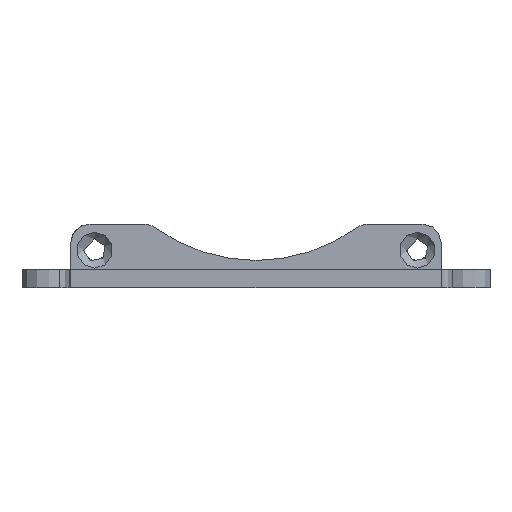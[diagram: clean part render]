
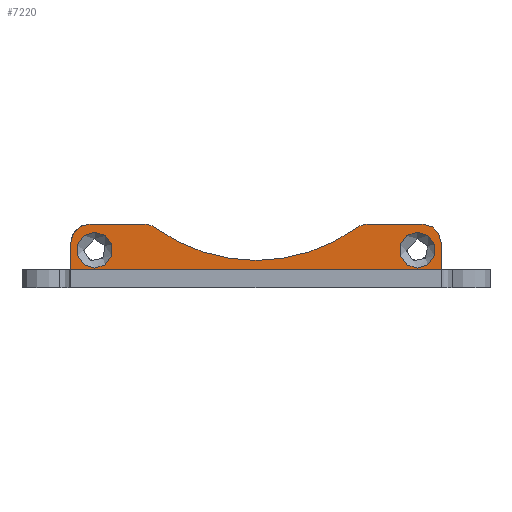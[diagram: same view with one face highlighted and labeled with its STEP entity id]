
A CAD part, front view. The second image highlights one B-rep face of the part: STEP entity #7220.
In plain terms, the highlighted planar face has unit normal (0, -1, 0).
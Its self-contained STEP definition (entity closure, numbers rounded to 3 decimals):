
#146=FACE_BOUND('',#1216,.T.);
#147=FACE_BOUND('',#1217,.T.);
#398=PLANE('',#7983);
#749=FACE_OUTER_BOUND('',#1215,.T.);
#1215=EDGE_LOOP('',(#6226,#6227,#6228,#6229,#6230,#6231,#6232,#6233,#6234,
#6235,#6236,#6237,#6238,#6239,#6240,#6241,#6242,#6243,#6244,#6245,#6246,
#6247,#6248));
#1216=EDGE_LOOP('',(#6249));
#1217=EDGE_LOOP('',(#6250));
#1587=B_SPLINE_CURVE_WITH_KNOTS('',3,(#16806,#16807,#16808,#16809,#16810,
#16811),.UNSPECIFIED.,.F.,.F.,(4,2,4),(0.,0.024,
0.071),.UNSPECIFIED.);
#1765=CIRCLE('',#7549,4.);
#1766=CIRCLE('',#7551,4.);
#1785=CIRCLE('',#7584,4.);
#1787=CIRCLE('',#7587,38.);
#1789=CIRCLE('',#7590,4.);
#1791=CIRCLE('',#7593,4.);
#1793=CIRCLE('',#7596,4.);
#2064=LINE('',#14917,#2504);
#2067=LINE('',#14925,#2507);
#2070=LINE('',#14933,#2510);
#2073=LINE('',#14941,#2513);
#2113=LINE('',#15290,#2553);
#2115=LINE('',#15295,#2555);
#2159=LINE('',#15386,#2599);
#2161=LINE('',#15391,#2601);
#2219=LINE('',#15510,#2659);
#2221=LINE('',#15515,#2661);
#2426=LINE('',#16798,#2866);
#2427=LINE('',#16800,#2867);
#2428=LINE('',#16801,#2868);
#2429=LINE('',#16802,#2869);
#2430=LINE('',#16803,#2870);
#2431=LINE('',#16804,#2871);
#2432=LINE('',#16812,#2872);
#2504=VECTOR('',#8270,10.);
#2507=VECTOR('',#8275,10.);
#2510=VECTOR('',#8280,10.);
#2513=VECTOR('',#8285,10.);
#2553=VECTOR('',#8609,10.);
#2555=VECTOR('',#8613,10.);
#2599=VECTOR('',#8683,10.);
#2601=VECTOR('',#8687,10.);
#2659=VECTOR('',#8783,10.);
#2661=VECTOR('',#8787,10.);
#2866=VECTOR('',#9890,10.);
#2867=VECTOR('',#9893,10.);
#2868=VECTOR('',#9894,10.);
#2869=VECTOR('',#9895,10.);
#2870=VECTOR('',#9896,10.);
#2871=VECTOR('',#9897,10.);
#2872=VECTOR('',#9898,10.);
#3047=VERTEX_POINT('',#14914);
#3048=VERTEX_POINT('',#14916);
#3051=VERTEX_POINT('',#14922);
#3052=VERTEX_POINT('',#14924);
#3055=VERTEX_POINT('',#14930);
#3056=VERTEX_POINT('',#14932);
#3059=VERTEX_POINT('',#14938);
#3060=VERTEX_POINT('',#14940);
#3217=VERTEX_POINT('',#15287);
#3218=VERTEX_POINT('',#15292);
#3253=VERTEX_POINT('',#15383);
#3254=VERTEX_POINT('',#15388);
#3297=VERTEX_POINT('',#15507);
#3298=VERTEX_POINT('',#15512);
#3316=VERTEX_POINT('',#15576);
#3319=VERTEX_POINT('',#15619);
#3348=VERTEX_POINT('',#15900);
#3349=VERTEX_POINT('',#15901);
#3352=VERTEX_POINT('',#15909);
#3354=VERTEX_POINT('',#15915);
#3356=VERTEX_POINT('',#15921);
#3357=VERTEX_POINT('',#15922);
#3360=VERTEX_POINT('',#15930);
#3361=VERTEX_POINT('',#15931);
#3560=VERTEX_POINT('',#16805);
#3805=EDGE_CURVE('',#3047,#3048,#2064,.T.);
#3809=EDGE_CURVE('',#3051,#3052,#2067,.T.);
#3813=EDGE_CURVE('',#3055,#3056,#2070,.T.);
#3817=EDGE_CURVE('',#3059,#3060,#2073,.T.);
#3985=EDGE_CURVE('',#3217,#3056,#2113,.T.);
#3987=EDGE_CURVE('',#3059,#3218,#2115,.T.);
#4031=EDGE_CURVE('',#3253,#3052,#2159,.T.);
#4033=EDGE_CURVE('',#3055,#3254,#2161,.T.);
#4091=EDGE_CURVE('',#3297,#3048,#2219,.T.);
#4093=EDGE_CURVE('',#3051,#3298,#2221,.T.);
#4117=EDGE_CURVE('',#3316,#3316,#1765,.T.);
#4121=EDGE_CURVE('',#3319,#3319,#1766,.T.);
#4164=EDGE_CURVE('',#3348,#3349,#1785,.T.);
#4168=EDGE_CURVE('',#3352,#3348,#1787,.T.);
#4171=EDGE_CURVE('',#3354,#3352,#1789,.T.);
#4174=EDGE_CURVE('',#3356,#3357,#1791,.T.);
#4178=EDGE_CURVE('',#3360,#3361,#1793,.T.);
#4569=EDGE_CURVE('',#3357,#3354,#2426,.T.);
#4570=EDGE_CURVE('',#3217,#3218,#2427,.T.);
#4571=EDGE_CURVE('',#3253,#3254,#2428,.T.);
#4572=EDGE_CURVE('',#3297,#3298,#2429,.T.);
#4573=EDGE_CURVE('',#3356,#3047,#2430,.T.);
#4574=EDGE_CURVE('',#3360,#3349,#2431,.T.);
#4575=EDGE_CURVE('',#3361,#3560,#1587,.T.);
#4576=EDGE_CURVE('',#3060,#3560,#2432,.T.);
#6226=ORIENTED_EDGE('',*,*,#3817,.F.);
#6227=ORIENTED_EDGE('',*,*,#3987,.T.);
#6228=ORIENTED_EDGE('',*,*,#4570,.F.);
#6229=ORIENTED_EDGE('',*,*,#3985,.T.);
#6230=ORIENTED_EDGE('',*,*,#3813,.F.);
#6231=ORIENTED_EDGE('',*,*,#4033,.T.);
#6232=ORIENTED_EDGE('',*,*,#4571,.F.);
#6233=ORIENTED_EDGE('',*,*,#4031,.T.);
#6234=ORIENTED_EDGE('',*,*,#3809,.F.);
#6235=ORIENTED_EDGE('',*,*,#4093,.T.);
#6236=ORIENTED_EDGE('',*,*,#4572,.F.);
#6237=ORIENTED_EDGE('',*,*,#4091,.T.);
#6238=ORIENTED_EDGE('',*,*,#3805,.F.);
#6239=ORIENTED_EDGE('',*,*,#4573,.F.);
#6240=ORIENTED_EDGE('',*,*,#4174,.T.);
#6241=ORIENTED_EDGE('',*,*,#4569,.T.);
#6242=ORIENTED_EDGE('',*,*,#4171,.T.);
#6243=ORIENTED_EDGE('',*,*,#4168,.T.);
#6244=ORIENTED_EDGE('',*,*,#4164,.T.);
#6245=ORIENTED_EDGE('',*,*,#4574,.F.);
#6246=ORIENTED_EDGE('',*,*,#4178,.T.);
#6247=ORIENTED_EDGE('',*,*,#4575,.T.);
#6248=ORIENTED_EDGE('',*,*,#4576,.F.);
#6249=ORIENTED_EDGE('',*,*,#4117,.T.);
#6250=ORIENTED_EDGE('',*,*,#4121,.T.);
#7220=ADVANCED_FACE('',(#749,#146,#147),#398,.T.);
#7549=AXIS2_PLACEMENT_3D('',#15577,#8831,#8832);
#7551=AXIS2_PLACEMENT_3D('',#15620,#8836,#8837);
#7584=AXIS2_PLACEMENT_3D('',#15902,#8912,#8913);
#7587=AXIS2_PLACEMENT_3D('',#15910,#8920,#8921);
#7590=AXIS2_PLACEMENT_3D('',#15916,#8927,#8928);
#7593=AXIS2_PLACEMENT_3D('',#15923,#8934,#8935);
#7596=AXIS2_PLACEMENT_3D('',#15932,#8942,#8943);
#7983=AXIS2_PLACEMENT_3D('',#16799,#9891,#9892);
#8270=DIRECTION('',(-1.,0.,0.));
#8275=DIRECTION('',(-1.,0.,0.));
#8280=DIRECTION('',(-1.,0.,0.));
#8285=DIRECTION('',(-1.,0.,0.));
#8609=DIRECTION('',(0.,0.,1.));
#8613=DIRECTION('',(0.,0.,-1.));
#8683=DIRECTION('',(0.,0.,1.));
#8687=DIRECTION('',(0.,0.,-1.));
#8783=DIRECTION('',(0.,0.,1.));
#8787=DIRECTION('',(0.,0.,-1.));
#8831=DIRECTION('center_axis',(0.,1.,0.));
#8832=DIRECTION('ref_axis',(0.,0.,-1.));
#8836=DIRECTION('center_axis',(0.,1.,0.));
#8837=DIRECTION('ref_axis',(0.,0.,-1.));
#8912=DIRECTION('center_axis',(0.,-1.,0.));
#8913=DIRECTION('ref_axis',(0.,0.,1.));
#8920=DIRECTION('center_axis',(0.,1.,0.));
#8921=DIRECTION('ref_axis',(0.,0.,1.));
#8927=DIRECTION('center_axis',(0.,-1.,0.));
#8928=DIRECTION('ref_axis',(0.,0.,1.));
#8934=DIRECTION('center_axis',(0.,-1.,0.));
#8935=DIRECTION('ref_axis',(1.,0.,0.));
#8942=DIRECTION('center_axis',(0.,-1.,0.));
#8943=DIRECTION('ref_axis',(0.,0.,1.));
#9890=DIRECTION('',(-1.,0.,0.));
#9891=DIRECTION('center_axis',(0.,-1.,0.));
#9892=DIRECTION('ref_axis',(0.,0.,-1.));
#9893=DIRECTION('',(-1.,0.,0.));
#9894=DIRECTION('',(-1.,0.,0.));
#9895=DIRECTION('',(-1.,0.,0.));
#9896=DIRECTION('',(0.,0.,-1.));
#9897=DIRECTION('',(1.,0.,0.));
#9898=DIRECTION('',(0.,0.,1.));
#14914=CARTESIAN_POINT('',(41.,33.965,4.));
#14916=CARTESIAN_POINT('',(15.378,33.965,4.));
#14917=CARTESIAN_POINT('',(0.185,33.965,4.));
#14922=CARTESIAN_POINT('',(11.642,33.965,4.));
#14924=CARTESIAN_POINT('',(1.868,33.965,4.));
#14925=CARTESIAN_POINT('',(0.185,33.965,4.));
#14930=CARTESIAN_POINT('',(-1.868,33.965,4.));
#14932=CARTESIAN_POINT('',(-25.152,33.965,4.));
#14933=CARTESIAN_POINT('',(0.185,33.965,4.));
#14938=CARTESIAN_POINT('',(-28.888,33.965,4.));
#14940=CARTESIAN_POINT('',(-41.,33.965,4.));
#14941=CARTESIAN_POINT('',(0.185,33.965,4.));
#15287=CARTESIAN_POINT('',(-25.152,33.965,0.));
#15290=CARTESIAN_POINT('',(-25.152,33.965,5.415));
#15292=CARTESIAN_POINT('',(-28.888,33.965,0.));
#15295=CARTESIAN_POINT('',(-28.888,33.965,5.415));
#15383=CARTESIAN_POINT('',(1.868,33.965,0.));
#15386=CARTESIAN_POINT('',(1.868,33.965,5.415));
#15388=CARTESIAN_POINT('',(-1.868,33.965,0.));
#15391=CARTESIAN_POINT('',(-1.868,33.965,5.415));
#15507=CARTESIAN_POINT('',(15.378,33.965,0.));
#15510=CARTESIAN_POINT('',(15.378,33.965,5.415));
#15512=CARTESIAN_POINT('',(11.642,33.965,0.));
#15515=CARTESIAN_POINT('',(11.642,33.965,5.415));
#15576=CARTESIAN_POINT('',(-35.75,33.965,12.273));
#15577=CARTESIAN_POINT('Origin',(-35.75,33.965,8.273));
#15619=CARTESIAN_POINT('',(35.75,33.965,12.273));
#15620=CARTESIAN_POINT('Origin',(35.75,33.965,8.273));
#15900=CARTESIAN_POINT('',(-22.28,33.965,13.24));
#15901=CARTESIAN_POINT('',(-24.626,33.965,14.));
#15902=CARTESIAN_POINT('Origin',(-24.626,33.965,10.));
#15909=CARTESIAN_POINT('',(22.28,33.965,13.24));
#15910=CARTESIAN_POINT('Origin',(0.,33.965,44.023));
#15915=CARTESIAN_POINT('',(24.626,33.965,14.));
#15916=CARTESIAN_POINT('Origin',(24.626,33.965,10.));
#15921=CARTESIAN_POINT('',(41.,33.965,10.));
#15922=CARTESIAN_POINT('',(37.,33.965,14.));
#15923=CARTESIAN_POINT('Origin',(37.,33.965,10.));
#15930=CARTESIAN_POINT('',(-37.,33.965,14.));
#15931=CARTESIAN_POINT('',(-40.971,33.965,10.482));
#15932=CARTESIAN_POINT('Origin',(-37.,33.965,10.));
#16798=CARTESIAN_POINT('',(15.257,33.965,14.));
#16799=CARTESIAN_POINT('Origin',(-0.299,33.965,8.83));
#16800=CARTESIAN_POINT('',(0.09,33.965,0.));
#16801=CARTESIAN_POINT('',(0.09,33.965,0.));
#16802=CARTESIAN_POINT('',(0.09,33.965,0.));
#16803=CARTESIAN_POINT('',(41.,33.965,6.665));
#16804=CARTESIAN_POINT('',(-15.556,33.965,14.));
#16805=CARTESIAN_POINT('',(-41.,33.965,10.));
#16806=CARTESIAN_POINT('Ctrl Pts',(-40.971,33.965,10.482));
#16807=CARTESIAN_POINT('Ctrl Pts',(-40.975,33.965,10.402));
#16808=CARTESIAN_POINT('Ctrl Pts',(-40.98,33.965,10.321));
#16809=CARTESIAN_POINT('Ctrl Pts',(-40.993,33.965,10.085));
#16810=CARTESIAN_POINT('Ctrl Pts',(-40.999,33.965,10.072));
#16811=CARTESIAN_POINT('Ctrl Pts',(-41.,33.965,10.));
#16812=CARTESIAN_POINT('',(-41.,33.965,6.748));
